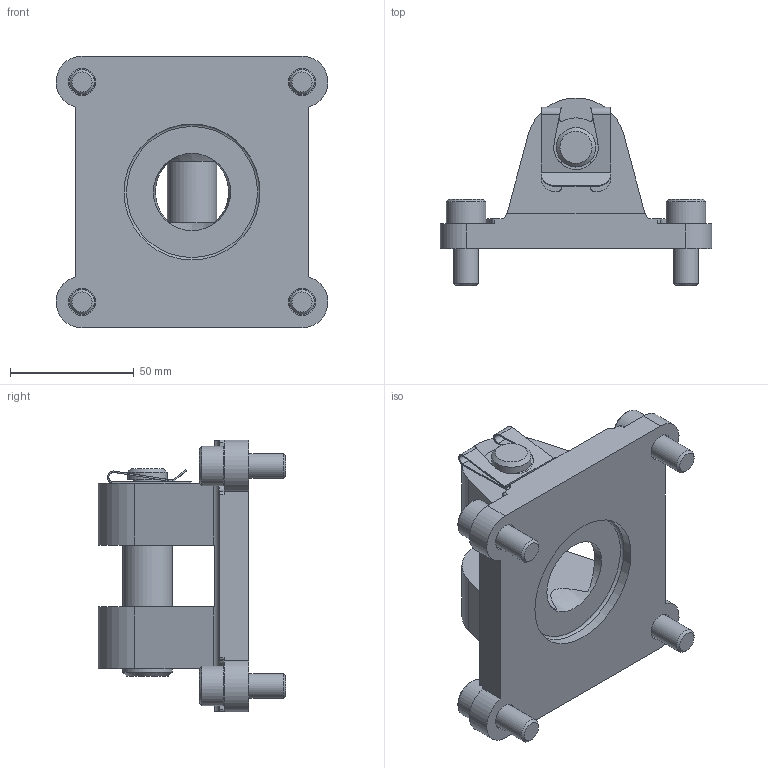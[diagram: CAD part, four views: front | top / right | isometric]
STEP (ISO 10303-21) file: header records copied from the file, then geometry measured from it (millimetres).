
FILE_DESCRIPTION(/* description */ ('STEP AP214'),/* implementation_level */ '2;1');
FILE_NAME(/* name */ '174388_SNC-100',/* time_stamp */ '2024-09-10T12:27:13+02:00',/* author */ ('License CC BY-ND 4.0'),/* organization */ ('CADENAS'),/* preprocessor_version */ 'ST-DEVELOPER v19.3',/* originating_system */ 'PARTsolutions',/* authorisation */ ' ');
FILE_SCHEMA (('AUTOMOTIVE_DESIGN {1 0 10303 214 3 1 1}'));
Length unit declared in the file: millimetre
Products named in the file (5): 174388 SNC-100; 174388 SNC-100---(F); 373502 BO- 20-073,0-DA; 209822 16 SXN 08 VERZINKT:SL; DIN-912 - M10x25(F)
Assembly tree (7 placements, depth 2):
  174388 SNC-100
    174388 SNC-100---(F)
    373502 BO- 20-073,0-DA
    209822 16 SXN 08 VERZINKT:SL
    DIN-912 - M10x25(F)  x4
Bounding box: 109.98 x 75.92 x 110 mm (x, y, z)
Volume: 238135.1 mm3; surface area: 56585.3 mm2
Topology: 7 solids, 7 shells, 222 faces, 520 edges, 317 vertices
Faces by surface type: plane 115, cylinder 59, cone 47, torus 1
Full cylindrical faces by diameter (mm): 4 x1, 10 x4, 11 x4, 12 x1, 16 x5, 20 x3, 55 x1
Entity records: 4342 total; most frequent: CARTESIAN_POINT 791, DIRECTION 748, ORIENTED_EDGE 666, EDGE_CURVE 333, AXIS2_PLACEMENT_3D 280, VERTEX_POINT 228, LINE 188, VECTOR 188
